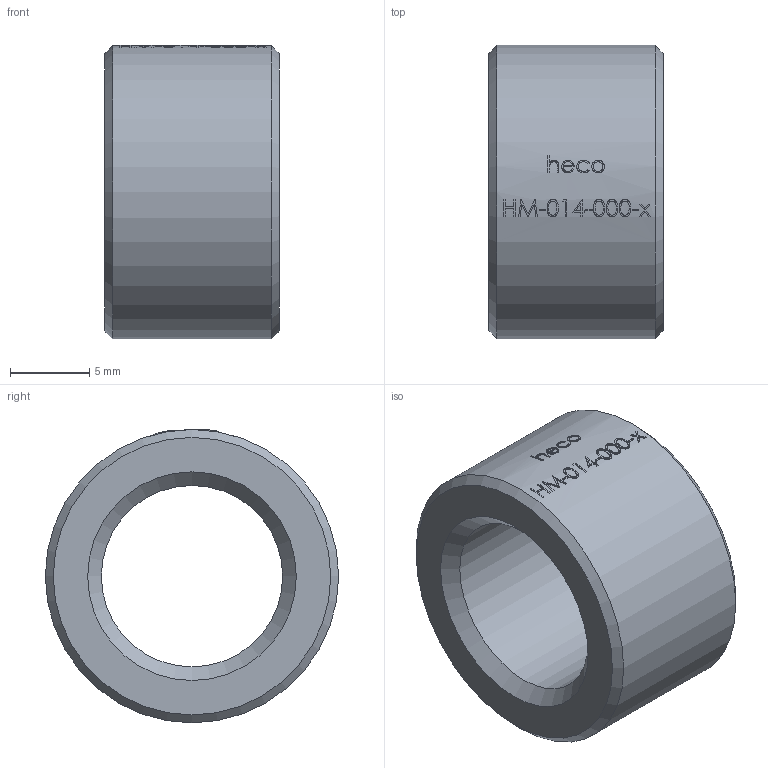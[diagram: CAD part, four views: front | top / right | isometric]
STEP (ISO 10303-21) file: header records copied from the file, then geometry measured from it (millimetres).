
FILE_DESCRIPTION (( 'STEP AP214' ), '1' );
FILE_NAME ('HM-014-000-x halbe Muffe 2305.STEP', '2023-05-05T08:59:57', ( '' ), ( '' ), 'SwSTEP 2.0', 'SolidWorks 2019', '' );
FILE_SCHEMA (( 'AUTOMOTIVE_DESIGN' ));
Length unit declared in the file: millimetre
Products named in the file (1): HM-014-000-x halbe Muffe 2305
Bounding box: 11 x 18.5 x 18.52 mm (x, y, z)
Volume: 1783.4 mm3; surface area: 1300.2 mm2
Topology: 1 solids, 1 shells, 183 faces, 470 edges, 312 vertices
Faces by surface type: plane 83, bspline 71, cylinder 25, cone 4
Full cylindrical faces by diameter (mm): 11.445 x1, 18.5 x1
Entity records: 10177 total; most frequent: CARTESIAN_POINT 4378, ORIENTED_EDGE 928, DIRECTION 560, EDGE_CURVE 464, VERTEX_POINT 312, VECTOR 222, LINE 222, EDGE_LOOP 214
